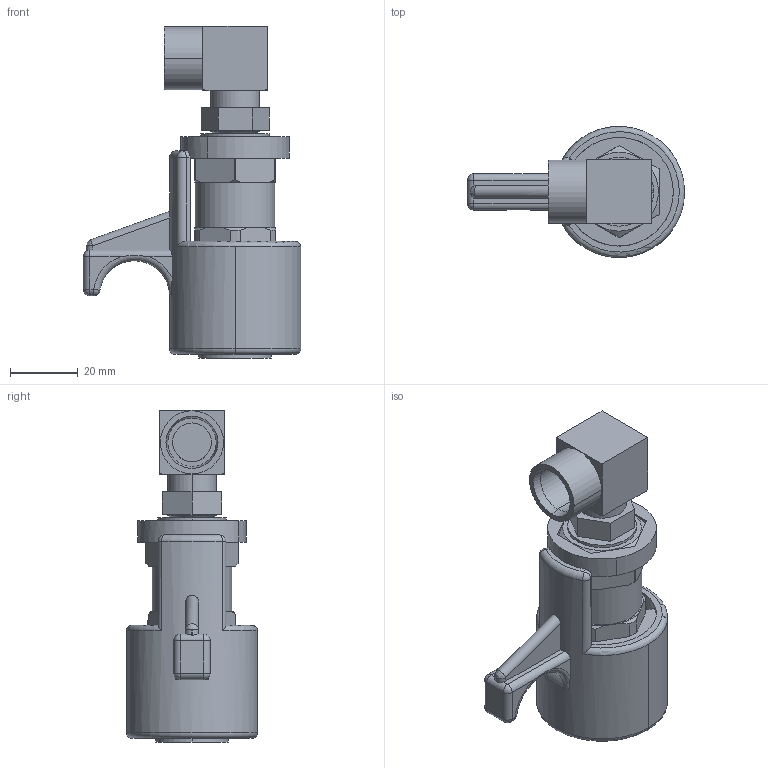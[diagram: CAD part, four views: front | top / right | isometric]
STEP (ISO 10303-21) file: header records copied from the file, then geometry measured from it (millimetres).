
FILE_DESCRIPTION((''),'2;1');
FILE_NAME('ILC56000901','2010-06-30T',('mes'),(''),'PRO/ENGINEER BY PARAMETRIC TECHNOLOGY CORPORATION, 2007460','PRO/ENGINEER BY PARAMETRIC TECHNOLOGY CORPORATION, 2007460','');
FILE_SCHEMA(('AUTOMOTIVE_DESIGN_CC2 { 1 2 10303 214 -1 1 5 2 }'));
Length unit declared in the file: inch
Products named in the file (1): ILC56000901
Bounding box: 64.06 x 38.66 x 97.89 mm (x, y, z)
Volume: 60927.1 mm3; surface area: 22820.7 mm2
Topology: 1 solids, 1 shells, 198 faces, 499 edges, 317 vertices
Faces by surface type: plane 89, cylinder 64, cone 24, sphere 12, torus 6, bspline 3
Entity records: 7893 total; most frequent: CARTESIAN_POINT 1559, DIRECTION 1028, ORIENTED_EDGE 998, EDGE_CURVE 499, AXIS2_PLACEMENT_3D 394, VERTEX_POINT 317, VECTOR 240, LINE 240
